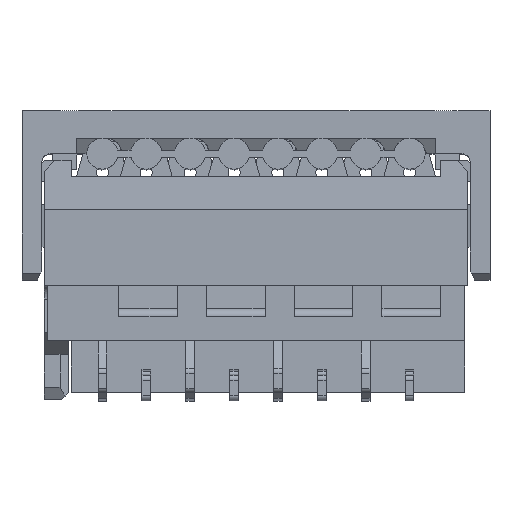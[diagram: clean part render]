
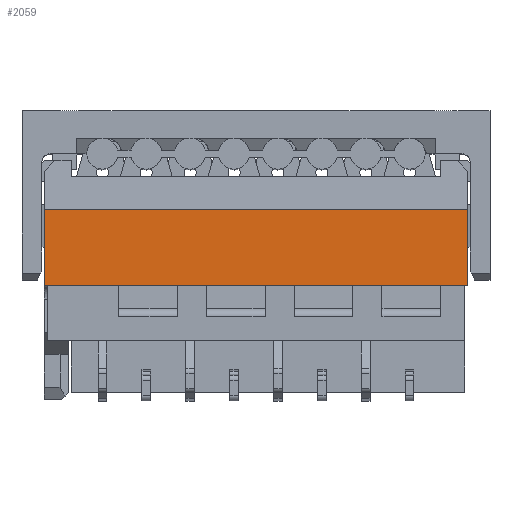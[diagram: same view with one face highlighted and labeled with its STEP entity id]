
A CAD part, top view. The second image highlights one B-rep face of the part: STEP entity #2059.
In plain terms, the highlighted face is planar.
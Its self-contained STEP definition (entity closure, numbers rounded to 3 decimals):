
#753 = CARTESIAN_POINT ( 'NONE',  ( 6.12, 2.5, -3.15 ) ) ;
#2059 = ADVANCED_FACE ( 'NONE', ( #31418 ), #12005, .T. ) ;
#2948 = VERTEX_POINT ( 'NONE', #12259 ) ;
#3257 = DIRECTION ( 'NONE',  ( 0., 0., 1. ) ) ;
#3280 = DIRECTION ( 'NONE',  ( 1., 0., 0. ) ) ;
#3446 = VERTEX_POINT ( 'NONE', #10224 ) ;
#3602 = CARTESIAN_POINT ( 'NONE',  ( -6.12, 2.5, -0.95 ) ) ;
#6248 = DIRECTION ( 'NONE',  ( 1., 0., 0. ) ) ;
#6711 = ORIENTED_EDGE ( 'NONE', *, *, #18665, .T. ) ;
#6780 = EDGE_CURVE ( 'NONE', #3446, #8450, #25101, .T. ) ;
#6906 = ORIENTED_EDGE ( 'NONE', *, *, #6780, .F. ) ;
#7667 = EDGE_LOOP ( 'NONE', ( #6711, #6906, #19579, #7751 ) ) ;
#7751 = ORIENTED_EDGE ( 'NONE', *, *, #14660, .T. ) ;
#8450 = VERTEX_POINT ( 'NONE', #21928 ) ;
#8902 = DIRECTION ( 'NONE',  ( 1., 0., 0. ) ) ;
#10074 = EDGE_CURVE ( 'NONE', #2948, #3446, #18916, .T. ) ;
#10224 = CARTESIAN_POINT ( 'NONE',  ( 6.12, 2.5, -3.15 ) ) ;
#10477 = DIRECTION ( 'NONE',  ( 0., 0., 1. ) ) ;
#11512 = CARTESIAN_POINT ( 'NONE',  ( -6.12, 2.5, -3.15 ) ) ;
#12005 = PLANE ( 'NONE',  #18820 ) ;
#12259 = CARTESIAN_POINT ( 'NONE',  ( -6.12, 2.5, -3.15 ) ) ;
#14660 = EDGE_CURVE ( 'NONE', #2948, #24500, #27338, .T. ) ;
#15013 = VECTOR ( 'NONE', #3257, 1000. ) ;
#15785 = CARTESIAN_POINT ( 'NONE',  ( -6.12, 2.5, -3.15 ) ) ;
#18665 = EDGE_CURVE ( 'NONE', #24500, #8450, #26148, .T. ) ;
#18785 = VECTOR ( 'NONE', #3280, 1000. ) ;
#18820 = AXIS2_PLACEMENT_3D ( 'NONE', #24501, #32073, #8902 ) ;
#18916 = LINE ( 'NONE', #11512, #19473 ) ;
#19473 = VECTOR ( 'NONE', #6248, 1000. ) ;
#19579 = ORIENTED_EDGE ( 'NONE', *, *, #10074, .F. ) ;
#21928 = CARTESIAN_POINT ( 'NONE',  ( 6.12, 2.5, -0.95 ) ) ;
#24500 = VERTEX_POINT ( 'NONE', #25618 ) ;
#24501 = CARTESIAN_POINT ( 'NONE',  ( -6.12, 2.5, -3.15 ) ) ;
#25101 = LINE ( 'NONE', #753, #27529 ) ;
#25618 = CARTESIAN_POINT ( 'NONE',  ( -6.12, 2.5, -0.95 ) ) ;
#26148 = LINE ( 'NONE', #3602, #18785 ) ;
#27338 = LINE ( 'NONE', #15785, #15013 ) ;
#27529 = VECTOR ( 'NONE', #10477, 1000. ) ;
#31418 = FACE_OUTER_BOUND ( 'NONE', #7667, .T. ) ;
#32073 = DIRECTION ( 'NONE',  ( 0., 1., 0. ) ) ;
